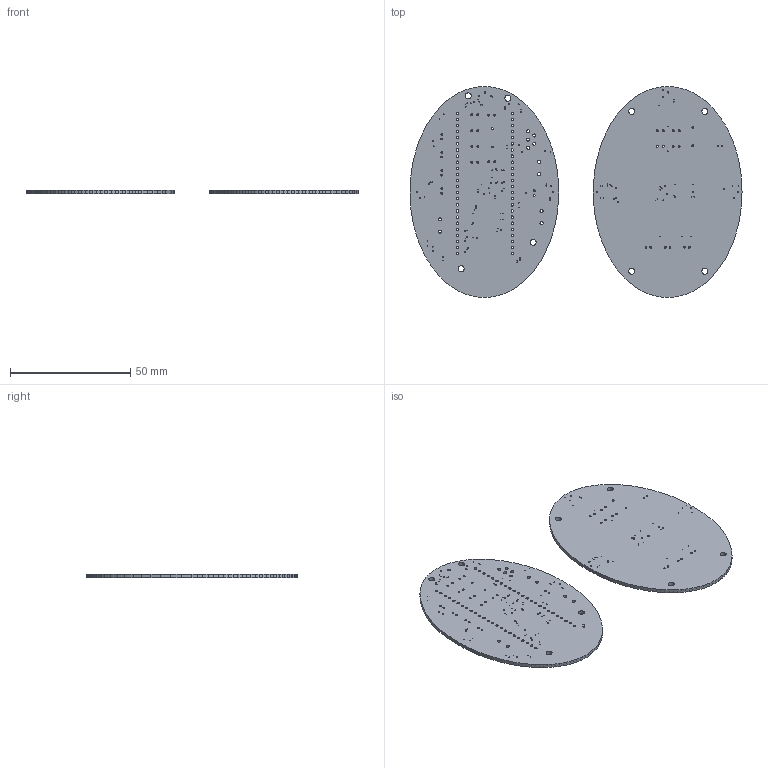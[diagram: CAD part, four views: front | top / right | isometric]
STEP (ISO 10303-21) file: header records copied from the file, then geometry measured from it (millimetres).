
FILE_DESCRIPTION(('KiCad electronic assembly'),'2;1');
FILE_NAME('highway_wave.step','2025-07-10T17:56:48',('Pcbnew'),('Kicad') ,'Open CASCADE STEP processor 7.8','KiCad to STEP converter','Unknown' );
FILE_SCHEMA(('AUTOMOTIVE_DESIGN { 1 0 10303 214 1 1 1 1 }'));
Length unit declared in the file: millimetre
Products named in the file (3): highway_wave 1; highway_wave_PCB_1; highway_wave_PCB_2
Assembly tree (2 placements, depth 2):
  highway_wave 1
    highway_wave_PCB_1
    highway_wave_PCB_2
Bounding box: 138.22 x 87.84 x 1.51 mm (x, y, z)
Volume: 12709.6 mm3; surface area: 18299.9 mm2
Topology: 2 solids, 2 shells, 471 faces, 1401 edges, 934 vertices
Faces by surface type: cylinder 251, plane 220
Full cylindrical faces by diameter (mm): 0.3 x136, 0.5 x8, 0.75 x16, 0.8 x24, 1 x48, 1.27 x5, 1.3 x6, 2.5 x8
Entity records: 17022 total; most frequent: DIRECTION 2851, CARTESIAN_POINT 2809, ORIENTED_EDGE 2802, EDGE_CURVE 1401, AXIS2_PLACEMENT_3D 976, FACE_BOUND 973, EDGE_LOOP 973, VERTEX_POINT 934
